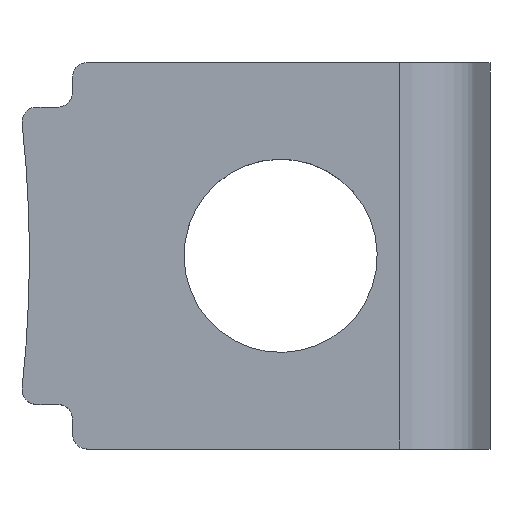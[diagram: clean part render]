
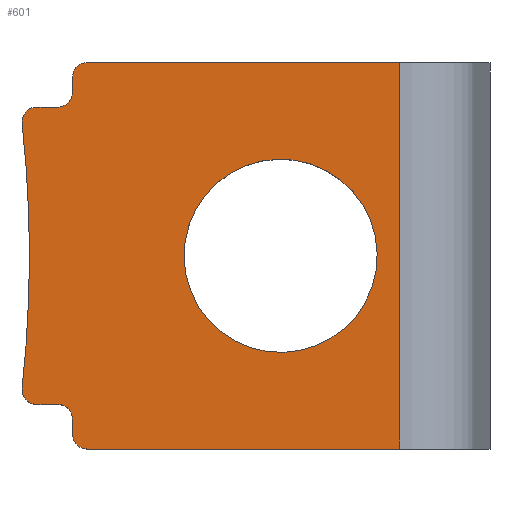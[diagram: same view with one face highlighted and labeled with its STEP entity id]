
A CAD part, top view. The second image highlights one B-rep face of the part: STEP entity #601.
In plain terms, the highlighted planar face has unit normal (0, 0, 1).
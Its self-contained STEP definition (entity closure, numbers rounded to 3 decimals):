
#94=CARTESIAN_POINT('Vertex',(-2.852,1.558,0.)) ;
#108=CARTESIAN_POINT('Vertex',(2.852,-1.558,0.)) ;
#111=CARTESIAN_POINT('Axis2P3D Location',(0.,0.,0.)) ;
#128=CARTESIAN_POINT('Axis2P3D Location',(0.,0.,0.)) ;
#158=CARTESIAN_POINT('Vertex',(-7.,6.,0.)) ;
#161=CARTESIAN_POINT('Axis2P3D Location',(-6.5,6.,0.)) ;
#165=CARTESIAN_POINT('Vertex',(-6.5,6.5,0.)) ;
#196=CARTESIAN_POINT('Vertex',(-7.,5.5,0.)) ;
#199=CARTESIAN_POINT('Line Origine',(-7.,5.75,0.)) ;
#229=CARTESIAN_POINT('Vertex',(-8.2,5.,0.)) ;
#232=CARTESIAN_POINT('Line Origine',(-7.85,5.,0.)) ;
#236=CARTESIAN_POINT('Vertex',(-7.5,5.,0.)) ;
#267=CARTESIAN_POINT('Vertex',(-8.697,4.444,0.)) ;
#270=CARTESIAN_POINT('Axis2P3D Location',(-8.2,4.5,0.)) ;
#300=CARTESIAN_POINT('Vertex',(-8.2,-5.,0.)) ;
#303=CARTESIAN_POINT('Axis2P3D Location',(-8.2,-4.5,0.)) ;
#307=CARTESIAN_POINT('Vertex',(-8.697,-4.444,0.)) ;
#335=CARTESIAN_POINT('Vertex',(-7.,-6.,0.)) ;
#338=CARTESIAN_POINT('Line Origine',(-7.,-5.75,0.)) ;
#342=CARTESIAN_POINT('Vertex',(-7.,-5.5,0.)) ;
#373=CARTESIAN_POINT('Vertex',(-6.5,-6.5,0.)) ;
#376=CARTESIAN_POINT('Axis2P3D Location',(-6.5,-6.,0.)) ;
#433=CARTESIAN_POINT('Axis2P3D Location',(-7.5,-5.5,0.)) ;
#437=CARTESIAN_POINT('Vertex',(-7.5,-5.,0.)) ;
#464=CARTESIAN_POINT('Line Origine',(-7.85,-5.,0.)) ;
#486=CARTESIAN_POINT('Axis2P3D Location',(-48.449,0.,0.)) ;
#490=CARTESIAN_POINT('Vertex',(-8.449,0.,0.)) ;
#517=CARTESIAN_POINT('Axis2P3D Location',(-48.449,0.,0.)) ;
#539=CARTESIAN_POINT('Axis2P3D Location',(-7.5,5.5,0.)) ;
#556=CARTESIAN_POINT('Axis2P3D Location',(-10.,0.,0.)) ;
#561=CARTESIAN_POINT('Line Origine',(-1.245,6.5,0.)) ;
#565=CARTESIAN_POINT('Vertex',(4.009,6.5,0.)) ;
#568=CARTESIAN_POINT('Line Origine',(-1.245,-6.5,0.)) ;
#572=CARTESIAN_POINT('Vertex',(4.009,-6.5,0.)) ;
#575=CARTESIAN_POINT('Line Origine',(4.009,0.,0.)) ;
#112=DIRECTION('Axis2P3D Direction',(0.,-0.,-1.)) ;
#129=DIRECTION('Axis2P3D Direction',(0.,-0.,-1.)) ;
#162=DIRECTION('Axis2P3D Direction',(0.,0.,1.)) ;
#200=DIRECTION('Vector Direction',(0.,-1.,0.)) ;
#233=DIRECTION('Vector Direction',(-1.,0.,0.)) ;
#271=DIRECTION('Axis2P3D Direction',(0.,0.,1.)) ;
#304=DIRECTION('Axis2P3D Direction',(0.,0.,1.)) ;
#339=DIRECTION('Vector Direction',(0.,-1.,0.)) ;
#377=DIRECTION('Axis2P3D Direction',(0.,0.,1.)) ;
#434=DIRECTION('Axis2P3D Direction',(0.,0.,1.)) ;
#465=DIRECTION('Vector Direction',(-1.,0.,0.)) ;
#487=DIRECTION('Axis2P3D Direction',(0.,0.,1.)) ;
#518=DIRECTION('Axis2P3D Direction',(0.,0.,1.)) ;
#540=DIRECTION('Axis2P3D Direction',(0.,0.,1.)) ;
#557=DIRECTION('Axis2P3D Direction',(0.,0.,1.)) ;
#558=DIRECTION('Axis2P3D XDirection',(1.,0.,0.)) ;
#562=DIRECTION('Vector Direction',(-1.,0.,0.)) ;
#569=DIRECTION('Vector Direction',(-1.,0.,0.)) ;
#576=DIRECTION('Vector Direction',(0.,1.,0.)) ;
#113=AXIS2_PLACEMENT_3D('Circle Axis2P3D',#111,#112,$) ;
#130=AXIS2_PLACEMENT_3D('Circle Axis2P3D',#128,#129,$) ;
#163=AXIS2_PLACEMENT_3D('Circle Axis2P3D',#161,#162,$) ;
#272=AXIS2_PLACEMENT_3D('Circle Axis2P3D',#270,#271,$) ;
#305=AXIS2_PLACEMENT_3D('Circle Axis2P3D',#303,#304,$) ;
#378=AXIS2_PLACEMENT_3D('Circle Axis2P3D',#376,#377,$) ;
#435=AXIS2_PLACEMENT_3D('Circle Axis2P3D',#433,#434,$) ;
#488=AXIS2_PLACEMENT_3D('Circle Axis2P3D',#486,#487,$) ;
#519=AXIS2_PLACEMENT_3D('Circle Axis2P3D',#517,#518,$) ;
#541=AXIS2_PLACEMENT_3D('Circle Axis2P3D',#539,#540,$) ;
#559=AXIS2_PLACEMENT_3D('Plane Axis2P3D',#556,#557,#558) ;
#581=ORIENTED_EDGE('',*,*,#567,.T.) ;
#582=ORIENTED_EDGE('',*,*,#167,.T.) ;
#583=ORIENTED_EDGE('',*,*,#203,.T.) ;
#584=ORIENTED_EDGE('',*,*,#543,.F.) ;
#585=ORIENTED_EDGE('',*,*,#238,.T.) ;
#586=ORIENTED_EDGE('',*,*,#274,.T.) ;
#587=ORIENTED_EDGE('',*,*,#521,.F.) ;
#588=ORIENTED_EDGE('',*,*,#492,.F.) ;
#589=ORIENTED_EDGE('',*,*,#309,.T.) ;
#590=ORIENTED_EDGE('',*,*,#468,.F.) ;
#591=ORIENTED_EDGE('',*,*,#439,.F.) ;
#592=ORIENTED_EDGE('',*,*,#344,.T.) ;
#593=ORIENTED_EDGE('',*,*,#380,.T.) ;
#594=ORIENTED_EDGE('',*,*,#574,.F.) ;
#595=ORIENTED_EDGE('',*,*,#579,.T.) ;
#598=ORIENTED_EDGE('',*,*,#132,.F.) ;
#599=ORIENTED_EDGE('',*,*,#115,.F.) ;
#600=FACE_BOUND('',#597,.T.) ;
#201=VECTOR('Line Direction',#200,1.) ;
#234=VECTOR('Line Direction',#233,1.) ;
#340=VECTOR('Line Direction',#339,1.) ;
#466=VECTOR('Line Direction',#465,1.) ;
#563=VECTOR('Line Direction',#562,1.) ;
#570=VECTOR('Line Direction',#569,1.) ;
#577=VECTOR('Line Direction',#576,1.) ;
#601=ADVANCED_FACE('PartBody',(#596,#600),#560,.T.) ;
#114=CIRCLE('generated circle',#113,3.25) ;
#131=CIRCLE('generated circle',#130,3.25) ;
#164=CIRCLE('generated circle',#163,0.5) ;
#273=CIRCLE('generated circle',#272,0.5) ;
#306=CIRCLE('generated circle',#305,0.5) ;
#379=CIRCLE('generated circle',#378,0.5) ;
#436=CIRCLE('generated circle',#435,0.5) ;
#489=CIRCLE('generated circle',#488,40.) ;
#520=CIRCLE('generated circle',#519,40.) ;
#542=CIRCLE('generated circle',#541,0.5) ;
#115=EDGE_CURVE('',#109,#95,#114,.F.) ;
#132=EDGE_CURVE('',#95,#109,#131,.F.) ;
#167=EDGE_CURVE('',#166,#159,#164,.T.) ;
#203=EDGE_CURVE('',#159,#197,#202,.T.) ;
#238=EDGE_CURVE('',#237,#230,#235,.T.) ;
#274=EDGE_CURVE('',#230,#268,#273,.T.) ;
#309=EDGE_CURVE('',#308,#301,#306,.T.) ;
#344=EDGE_CURVE('',#343,#336,#341,.T.) ;
#380=EDGE_CURVE('',#336,#374,#379,.T.) ;
#439=EDGE_CURVE('',#343,#438,#436,.T.) ;
#468=EDGE_CURVE('',#438,#301,#467,.T.) ;
#492=EDGE_CURVE('',#308,#491,#489,.T.) ;
#521=EDGE_CURVE('',#491,#268,#520,.T.) ;
#543=EDGE_CURVE('',#237,#197,#542,.T.) ;
#567=EDGE_CURVE('',#566,#166,#564,.T.) ;
#574=EDGE_CURVE('',#573,#374,#571,.T.) ;
#579=EDGE_CURVE('',#573,#566,#578,.T.) ;
#580=EDGE_LOOP('',(#581,#582,#583,#584,#585,#586,#587,#588,#589,#590,#591,#592,#593,#594,#595)) ;
#597=EDGE_LOOP('',(#598,#599)) ;
#596=FACE_OUTER_BOUND('',#580,.T.) ;
#202=LINE('Line',#199,#201) ;
#235=LINE('Line',#232,#234) ;
#341=LINE('Line',#338,#340) ;
#467=LINE('Line',#464,#466) ;
#564=LINE('Line',#561,#563) ;
#571=LINE('Line',#568,#570) ;
#578=LINE('Line',#575,#577) ;
#560=PLANE('Plane',#559) ;
#95=VERTEX_POINT('',#94) ;
#109=VERTEX_POINT('',#108) ;
#159=VERTEX_POINT('',#158) ;
#166=VERTEX_POINT('',#165) ;
#197=VERTEX_POINT('',#196) ;
#230=VERTEX_POINT('',#229) ;
#237=VERTEX_POINT('',#236) ;
#268=VERTEX_POINT('',#267) ;
#301=VERTEX_POINT('',#300) ;
#308=VERTEX_POINT('',#307) ;
#336=VERTEX_POINT('',#335) ;
#343=VERTEX_POINT('',#342) ;
#374=VERTEX_POINT('',#373) ;
#438=VERTEX_POINT('',#437) ;
#491=VERTEX_POINT('',#490) ;
#566=VERTEX_POINT('',#565) ;
#573=VERTEX_POINT('',#572) ;
